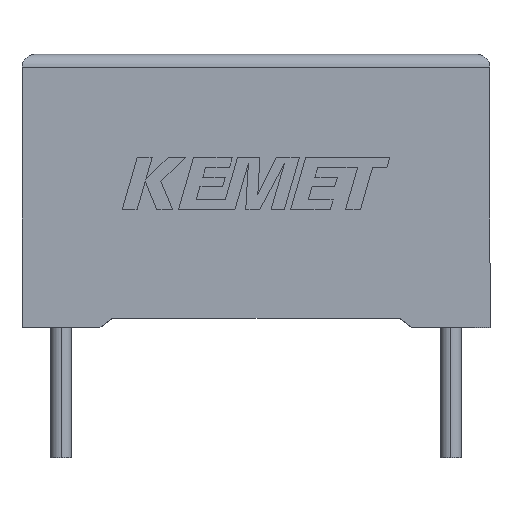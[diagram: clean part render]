
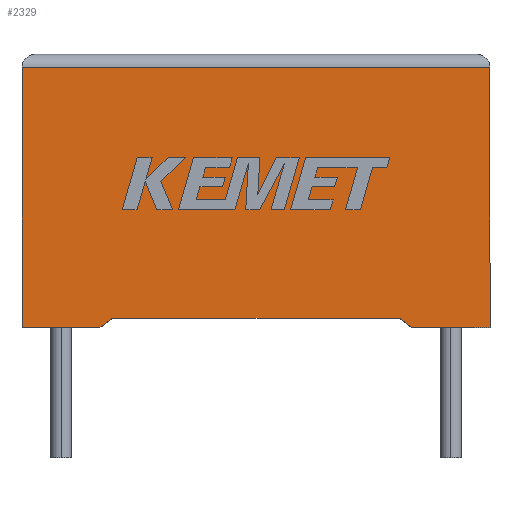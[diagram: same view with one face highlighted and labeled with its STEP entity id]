
A CAD part, top view. The second image highlights one B-rep face of the part: STEP entity #2329.
In plain terms, the highlighted planar face has unit normal (0, 0, 1).
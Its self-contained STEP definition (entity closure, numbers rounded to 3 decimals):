
#13 = EDGE_CURVE ( 'NONE', #1194, #2078, #1201, .T. ) ;
#19 = VERTEX_POINT ( 'NONE', #960 ) ;
#22 = CARTESIAN_POINT ( 'NONE',  ( 0., 10., 5.5 ) ) ;
#108 = DIRECTION ( 'NONE',  ( 1., 0., 0. ) ) ;
#134 = LINE ( 'NONE', #2986, #2355 ) ;
#139 = LINE ( 'NONE', #585, #2040 ) ;
#218 = EDGE_CURVE ( 'NONE', #2370, #2602, #1424, .T. ) ;
#320 = DIRECTION ( 'NONE',  ( 0., -1., 0. ) ) ;
#367 = DIRECTION ( 'NONE',  ( 0., 0., -1. ) ) ;
#379 = VECTOR ( 'NONE', #1420, 1000. ) ;
#406 = VECTOR ( 'NONE', #320, 1000. ) ;
#549 = FACE_OUTER_BOUND ( 'NONE', #2822, .T. ) ;
#585 = CARTESIAN_POINT ( 'NONE',  ( 0., 0., 5.5 ) ) ;
#739 = VERTEX_POINT ( 'NONE', #22 ) ;
#789 = EDGE_CURVE ( 'NONE', #19, #1194, #1742, .T. ) ;
#868 = EDGE_CURVE ( 'NONE', #1551, #2602, #139, .T. ) ;
#900 = ORIENTED_EDGE ( 'NONE', *, *, #1379, .T. ) ;
#960 = CARTESIAN_POINT ( 'NONE',  ( 15., 0., 5.5 ) ) ;
#970 = CARTESIAN_POINT ( 'NONE',  ( 0., 0., 5.5 ) ) ;
#993 = CARTESIAN_POINT ( 'NONE',  ( 0., 0., 5.5 ) ) ;
#1004 = ORIENTED_EDGE ( 'NONE', *, *, #2199, .T. ) ;
#1039 = ORIENTED_EDGE ( 'NONE', *, *, #868, .T. ) ;
#1044 = CARTESIAN_POINT ( 'NONE',  ( 0., 0., 5.5 ) ) ;
#1128 = VECTOR ( 'NONE', #1160, 1000. ) ;
#1157 = EDGE_CURVE ( 'NONE', #2078, #739, #2187, .T. ) ;
#1160 = DIRECTION ( 'NONE',  ( 0., 1., 0. ) ) ;
#1162 = CARTESIAN_POINT ( 'NONE',  ( 0., 10., 5.5 ) ) ;
#1194 = VERTEX_POINT ( 'NONE', #1264 ) ;
#1201 = LINE ( 'NONE', #1871, #1128 ) ;
#1227 = CARTESIAN_POINT ( 'NONE',  ( 0., 0., 5.5 ) ) ;
#1262 = LINE ( 'NONE', #1227, #406 ) ;
#1264 = CARTESIAN_POINT ( 'NONE',  ( 18., 0., 5.5 ) ) ;
#1274 = CARTESIAN_POINT ( 'NONE',  ( 3.5, 0.362, 5.5 ) ) ;
#1379 = EDGE_CURVE ( 'NONE', #739, #1551, #1262, .T. ) ;
#1420 = DIRECTION ( 'NONE',  ( -1., 0., 0. ) ) ;
#1424 = LINE ( 'NONE', #2492, #2722 ) ;
#1436 = VECTOR ( 'NONE', #2172, 1000. ) ;
#1551 = VERTEX_POINT ( 'NONE', #970 ) ;
#1592 = ORIENTED_EDGE ( 'NONE', *, *, #13, .T. ) ;
#1742 = LINE ( 'NONE', #993, #2398 ) ;
#1780 = PLANE ( 'NONE',  #2668 ) ;
#1871 = CARTESIAN_POINT ( 'NONE',  ( 18., 0., 5.5 ) ) ;
#2005 = EDGE_CURVE ( 'NONE', #2598, #2370, #2392, .T. ) ;
#2008 = DIRECTION ( 'NONE',  ( 0.81, -0.587, 0. ) ) ;
#2015 = DIRECTION ( 'NONE',  ( -1., 0., 0. ) ) ;
#2040 = VECTOR ( 'NONE', #108, 1000. ) ;
#2078 = VERTEX_POINT ( 'NONE', #2938 ) ;
#2123 = CARTESIAN_POINT ( 'NONE',  ( 14.5, 0.362, 5.5 ) ) ;
#2148 = CARTESIAN_POINT ( 'NONE',  ( 3., 0., 5.5 ) ) ;
#2172 = DIRECTION ( 'NONE',  ( -1., 0., 0. ) ) ;
#2187 = LINE ( 'NONE', #1162, #379 ) ;
#2199 = EDGE_CURVE ( 'NONE', #2598, #19, #134, .T. ) ;
#2329 = ADVANCED_FACE ( 'NONE', ( #549 ), #1780, .F. ) ;
#2355 = VECTOR ( 'NONE', #2008, 1000. ) ;
#2370 = VERTEX_POINT ( 'NONE', #1274 ) ;
#2392 = LINE ( 'NONE', #2631, #1436 ) ;
#2398 = VECTOR ( 'NONE', #2860, 1000. ) ;
#2483 = ORIENTED_EDGE ( 'NONE', *, *, #218, .F. ) ;
#2492 = CARTESIAN_POINT ( 'NONE',  ( 3., 0., 5.5 ) ) ;
#2598 = VERTEX_POINT ( 'NONE', #2123 ) ;
#2602 = VERTEX_POINT ( 'NONE', #2148 ) ;
#2631 = CARTESIAN_POINT ( 'NONE',  ( 9., 0.362, 5.5 ) ) ;
#2668 = AXIS2_PLACEMENT_3D ( 'NONE', #1044, #367, #2015 ) ;
#2716 = DIRECTION ( 'NONE',  ( -0.81, -0.587, 0. ) ) ;
#2722 = VECTOR ( 'NONE', #2716, 1000. ) ;
#2733 = ORIENTED_EDGE ( 'NONE', *, *, #789, .T. ) ;
#2746 = ORIENTED_EDGE ( 'NONE', *, *, #1157, .T. ) ;
#2802 = ORIENTED_EDGE ( 'NONE', *, *, #2005, .F. ) ;
#2822 = EDGE_LOOP ( 'NONE', ( #1592, #2746, #900, #1039, #2483, #2802, #1004, #2733 ) ) ;
#2860 = DIRECTION ( 'NONE',  ( 1., 0., 0. ) ) ;
#2938 = CARTESIAN_POINT ( 'NONE',  ( 18., 10., 5.5 ) ) ;
#2986 = CARTESIAN_POINT ( 'NONE',  ( 15., 0., 5.5 ) ) ;
